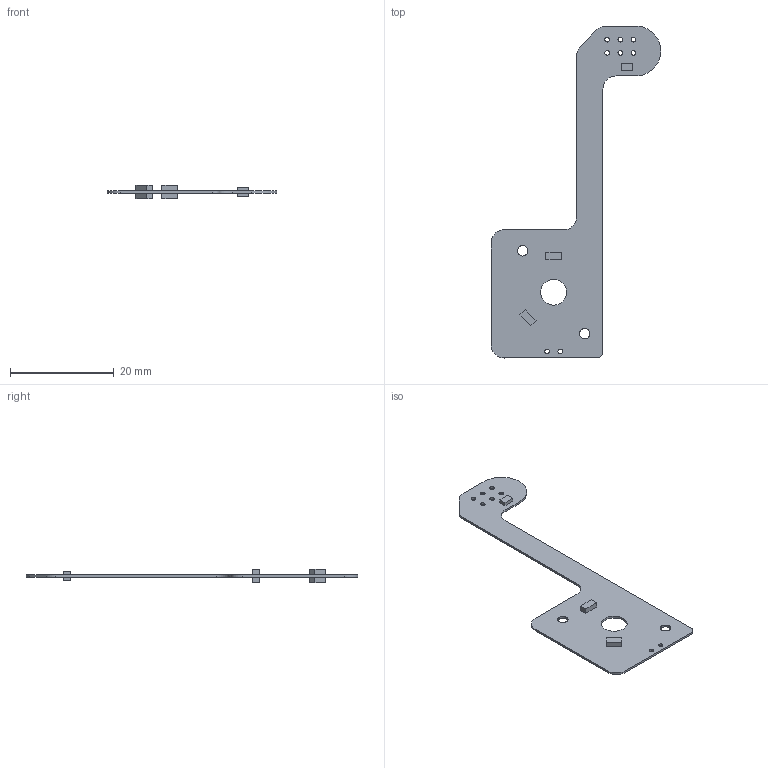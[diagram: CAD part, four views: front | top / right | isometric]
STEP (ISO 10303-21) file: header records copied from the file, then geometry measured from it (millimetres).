
FILE_DESCRIPTION(('Open CASCADE Model'),'2;1');
FILE_NAME('Open CASCADE Shape Model','2017-10-04T08:40:16',('Author'),( 'Open CASCADE'),'Open CASCADE STEP processor 6.8','Open CASCADE 6.8' ,'Unknown');
FILE_SCHEMA(('AUTOMOTIVE_DESIGN { 1 0 10303 214 1 1 1 1 }'));
Length unit declared in the file: millimetre
Products named in the file (14): PCB; Board; SR1; 807940952; Extruded; SR2; 807940816; SL1; SL2; R3; 807941088; R2
Assembly tree (16 placements, depth 4):
  PCB
    Board
    SR1
      807940952
        Extruded
    SR2
      807940816
        Extruded
    SL1
      807940952
        Extruded
    SL2
      807940816
        Extruded
    R3
      807941088
        Extruded
    R2
      807941088
        Extruded
Bounding box: 32.77 x 64.14 x 2.61 mm (x, y, z)
Volume: 346.9 mm3; surface area: 1768.4 mm2
Topology: 7 solids, 7 shells, 65 faces, 153 edges, 102 vertices
Faces by surface type: plane 46, cylinder 19
Full cylindrical faces by diameter (mm): 0.9 x8, 2 x2, 5 x1
Entity records: 3380 total; most frequent: CARTESIAN_POINT 697, DIRECTION 483, LINE 275, VECTOR 275, ORIENTED_EDGE 234, PCURVE 234, DEFINITIONAL_REPRESENTATION 234, EDGE_CURVE 117
